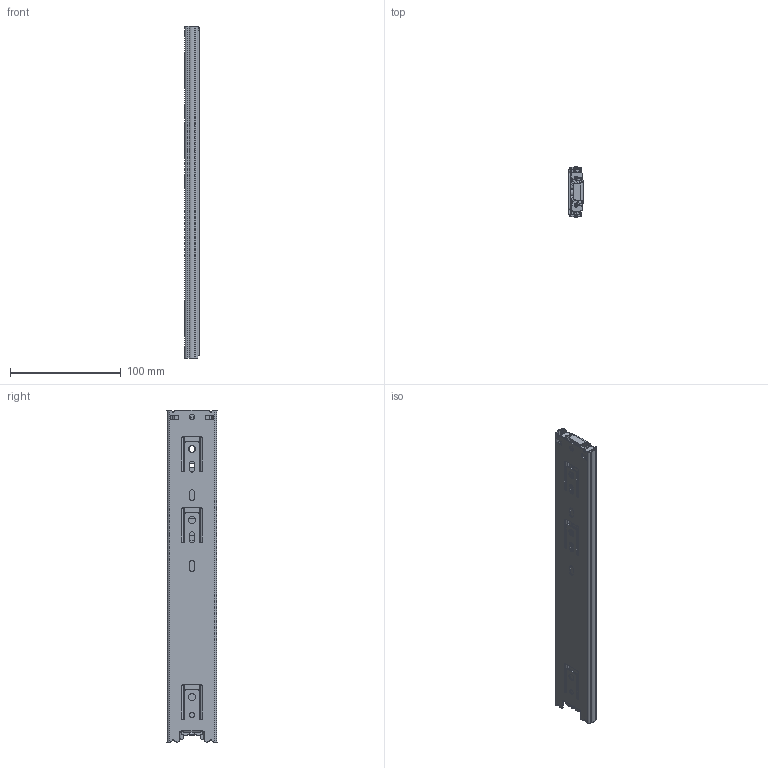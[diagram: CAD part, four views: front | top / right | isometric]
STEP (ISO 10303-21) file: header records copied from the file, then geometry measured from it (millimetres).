
FILE_DESCRIPTION (( 'STEP AP214' ), '1' );
FILE_NAME ('45#³£¹æ12´çclose.STEP', '2024-10-10T06:04:42', ( '' ), ( '' ), 'SwSTEP 2.0', 'SolidWorks 2016', '' );
FILE_SCHEMA (( 'AUTOMOTIVE_DESIGN' ));
Length unit declared in the file: millimetre
Products named in the file (10): 45#都寞12渡close; 45#都寞笢寢12渡; 45癹弇坶; 45#都寞俋寢12渡; 紩沭142.5; 詩紩4.72; 45中轨胶塞; 45#都寞囀寢12渡; 45紩殤16渡; 45坶蝶
Assembly tree (47 placements, depth 2):
  45#都寞12渡close
    45#都寞俋寢12渡
    45#都寞笢寢12渡
    45#都寞囀寢12渡
    45紩殤16渡
    詩紩4.72  x38
    紩沭142.5  x2
    45坶蝶
    45中轨胶塞
    45癹弇坶
Bounding box: 12.7 x 45.47 x 300 mm (x, y, z)
Volume: 66326.9 mm3; surface area: 112958.2 mm2
Topology: 51 solids, 51 shells, 2132 faces, 5957 edges, 3609 vertices
Faces by surface type: cylinder 722, plane 711, sphere 252, bspline 223, torus 220, cone 4
Entity records: 60265 total; most frequent: CARTESIAN_POINT 15509, ORIENTED_EDGE 9650, DIRECTION 9032, EDGE_CURVE 4825, AXIS2_PLACEMENT_3D 3396, VERTEX_POINT 3001, VECTOR 2240, LINE 2240
